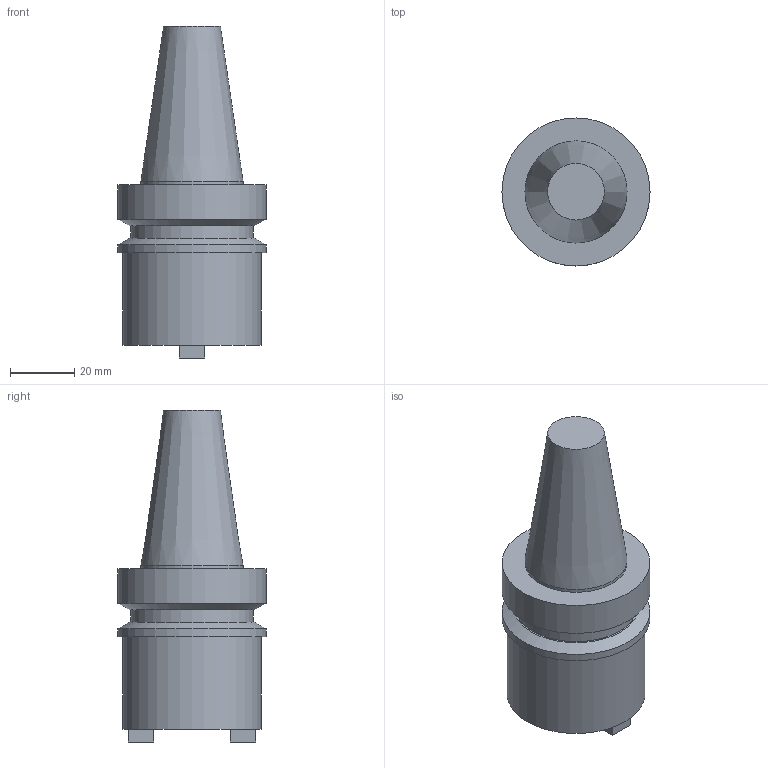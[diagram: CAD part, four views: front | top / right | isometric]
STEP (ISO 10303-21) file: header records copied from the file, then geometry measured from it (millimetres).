
FILE_DESCRIPTION (( 'STEP AP203' ), '1' );
FILE_NAME ('BBT30-SMC_750-2.stp', '2022-03-09T16:54:16', ( '' ), ( '' ), 'SwSTEP 2.0', 'SolidWorks 2021', '' );
FILE_SCHEMA (( 'CONFIG_CONTROL_DESIGN' ));
Length unit declared in the file: millimetre
Products named in the file (1): BBT30-SMC_750-2
Bounding box: 46 x 46 x 103.16 mm (x, y, z)
Volume: 96957.6 mm3; surface area: 15120.9 mm2
Topology: 1 solids, 1 shells, 26 faces, 48 edges, 31 vertices
Faces by surface type: plane 17, cylinder 6, cone 3
Full cylindrical faces by diameter (mm): 8.43 x1, 31.75 x1, 38 x1, 42.9 x1, 46 x2
Entity records: 675 total; most frequent: DIRECTION 108, CARTESIAN_POINT 97, ORIENTED_EDGE 78, EDGE_LOOP 42, AXIS2_PLACEMENT_3D 42, EDGE_CURVE 39, FACE_OUTER_BOUND 32, VERTEX_POINT 31
